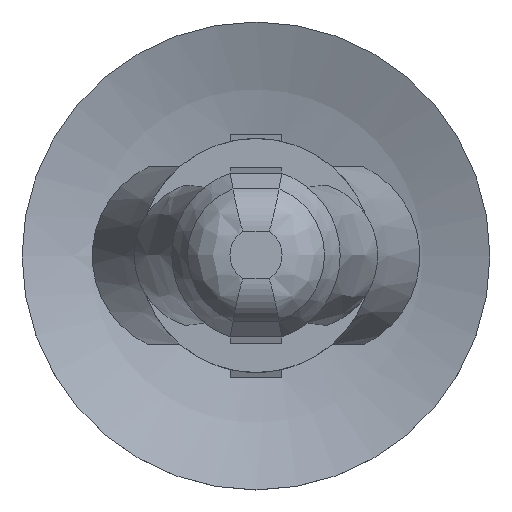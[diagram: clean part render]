
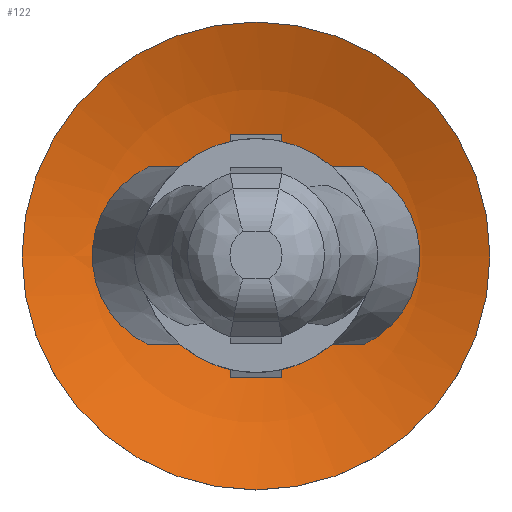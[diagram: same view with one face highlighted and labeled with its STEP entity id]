
A CAD part, top view. The second image highlights one B-rep face of the part: STEP entity #122.
In plain terms, the highlighted spherical face has radius 13 mm.
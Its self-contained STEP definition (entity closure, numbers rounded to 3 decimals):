
#122 = ADVANCED_FACE( '', ( #303, #304, #305, #306 ), #307, .F. );
#303 = FACE_OUTER_BOUND( '', #605, .T. );
#304 = FACE_OUTER_BOUND( '', #606, .T. );
#305 = FACE_BOUND( '', #607, .T. );
#306 = FACE_BOUND( '', #608, .T. );
#307 = SPHERICAL_SURFACE( '', #609, 13. );
#605 = EDGE_LOOP( '', ( #1110 ) );
#606 = EDGE_LOOP( '', ( #1111, #1112, #1113, #1114 ) );
#607 = EDGE_LOOP( '', ( #1115, #1116 ) );
#608 = EDGE_LOOP( '', ( #1117, #1118 ) );
#609 = AXIS2_PLACEMENT_3D( '', #1119, #1120, #1121 );
#1110 = ORIENTED_EDGE( '', *, *, #1744, .F. );
#1111 = ORIENTED_EDGE( '', *, *, #1745, .T. );
#1112 = ORIENTED_EDGE( '', *, *, #1746, .T. );
#1113 = ORIENTED_EDGE( '', *, *, #1747, .T. );
#1114 = ORIENTED_EDGE( '', *, *, #1748, .T. );
#1115 = ORIENTED_EDGE( '', *, *, #1749, .T. );
#1116 = ORIENTED_EDGE( '', *, *, #1750, .T. );
#1117 = ORIENTED_EDGE( '', *, *, #1751, .F. );
#1118 = ORIENTED_EDGE( '', *, *, #1752, .F. );
#1119 = CARTESIAN_POINT( '', ( 0., 0., 5.8 ) );
#1120 = DIRECTION( '', ( 0., 0., -1. ) );
#1121 = DIRECTION( '', ( -1., 0., 0. ) );
#1744 = EDGE_CURVE( '', #2059, #2059, #2060, .T. );
#1745 = EDGE_CURVE( '', #2061, #2062, #2063, .F. );
#1746 = EDGE_CURVE( '', #2062, #2064, #2065, .F. );
#1747 = EDGE_CURVE( '', #2064, #2066, #2067, .F. );
#1748 = EDGE_CURVE( '', #2066, #2061, #2068, .F. );
#1749 = EDGE_CURVE( '', #2069, #2070, #2071, .T. );
#1750 = EDGE_CURVE( '', #2070, #2069, #2072, .F. );
#1751 = EDGE_CURVE( '', #2073, #2074, #2075, .F. );
#1752 = EDGE_CURVE( '', #2074, #2073, #2076, .T. );
#2059 = VERTEX_POINT( '', #2573 );
#2060 = CIRCLE( '', #2574, 5. );
#2061 = VERTEX_POINT( '', #2575 );
#2062 = VERTEX_POINT( '', #2576 );
#2063 = CIRCLE( '', #2577, 12.988 );
#2064 = VERTEX_POINT( '', #2578 );
#2065 = CIRCLE( '', #2579, 12.737 );
#2066 = VERTEX_POINT( '', #2580 );
#2067 = CIRCLE( '', #2581, 12.988 );
#2068 = CIRCLE( '', #2582, 12.737 );
#2069 = VERTEX_POINT( '', #2583 );
#2070 = VERTEX_POINT( '', #2584 );
#2071 = B_SPLINE_CURVE_WITH_KNOTS( '', 3, ( #2585, #2586, #2587, #2588, #2589, #2590, #2591, #2592, #2593, #2594 ), .UNSPECIFIED., .F., .F., ( 4, 2, 2, 2, 4 ), ( 0., 0., 0.001, 0.001, 0.002 ), .UNSPECIFIED. );
#2072 = CIRCLE( '', #2595, 12.795 );
#2073 = VERTEX_POINT( '', #2596 );
#2074 = VERTEX_POINT( '', #2597 );
#2075 = CIRCLE( '', #2598, 12.795 );
#2076 = B_SPLINE_CURVE_WITH_KNOTS( '', 3, ( #2599, #2600, #2601, #2602, #2603, #2604, #2605, #2606, #2607, #2608 ), .UNSPECIFIED., .F., .F., ( 4, 2, 2, 2, 4 ), ( 0., 0., 0.001, 0.001, 0.002 ), .UNSPECIFIED. );
#2573 = CARTESIAN_POINT( '', ( -5., 0., -6.2 ) );
#2574 = AXIS2_PLACEMENT_3D( '', #3172, #3173, #3174 );
#2575 = CARTESIAN_POINT( '', ( 0.55, 2.6, -6.925 ) );
#2576 = CARTESIAN_POINT( '', ( 0.55, -2.6, -6.925 ) );
#2577 = AXIS2_PLACEMENT_3D( '', #3175, #3176, #3177 );
#2578 = CARTESIAN_POINT( '', ( -0.55, -2.6, -6.925 ) );
#2579 = AXIS2_PLACEMENT_3D( '', #3178, #3179, #3180 );
#2580 = CARTESIAN_POINT( '', ( -0.55, 2.6, -6.925 ) );
#2581 = AXIS2_PLACEMENT_3D( '', #3181, #3182, #3183 );
#2582 = AXIS2_PLACEMENT_3D( '', #3184, #3185, #3186 );
#2583 = CARTESIAN_POINT( '', ( -2.3, -0.75, -6.973 ) );
#2584 = CARTESIAN_POINT( '', ( -2.3, 0.75, -6.973 ) );
#2585 = CARTESIAN_POINT( '', ( -2.3, -0.75, -6.973 ) );
#2586 = CARTESIAN_POINT( '', ( -2.447, -0.689, -6.95 ) );
#2587 = CARTESIAN_POINT( '', ( -2.574, -0.584, -6.93 ) );
#2588 = CARTESIAN_POINT( '', ( -2.751, -0.32, -6.903 ) );
#2589 = CARTESIAN_POINT( '', ( -2.8, -0.159, -6.895 ) );
#2590 = CARTESIAN_POINT( '', ( -2.8, 0.159, -6.895 ) );
#2591 = CARTESIAN_POINT( '', ( -2.751, 0.32, -6.903 ) );
#2592 = CARTESIAN_POINT( '', ( -2.574, 0.584, -6.93 ) );
#2593 = CARTESIAN_POINT( '', ( -2.447, 0.689, -6.95 ) );
#2594 = CARTESIAN_POINT( '', ( -2.3, 0.75, -6.973 ) );
#2595 = AXIS2_PLACEMENT_3D( '', #3187, #3188, #3189 );
#2596 = CARTESIAN_POINT( '', ( 2.3, 0.75, -6.973 ) );
#2597 = CARTESIAN_POINT( '', ( 2.3, -0.75, -6.973 ) );
#2598 = AXIS2_PLACEMENT_3D( '', #3190, #3191, #3192 );
#2599 = CARTESIAN_POINT( '', ( 2.3, -0.75, -6.973 ) );
#2600 = CARTESIAN_POINT( '', ( 2.447, -0.689, -6.95 ) );
#2601 = CARTESIAN_POINT( '', ( 2.574, -0.584, -6.93 ) );
#2602 = CARTESIAN_POINT( '', ( 2.751, -0.32, -6.903 ) );
#2603 = CARTESIAN_POINT( '', ( 2.8, -0.159, -6.895 ) );
#2604 = CARTESIAN_POINT( '', ( 2.8, 0.159, -6.895 ) );
#2605 = CARTESIAN_POINT( '', ( 2.751, 0.32, -6.903 ) );
#2606 = CARTESIAN_POINT( '', ( 2.574, 0.584, -6.93 ) );
#2607 = CARTESIAN_POINT( '', ( 2.447, 0.689, -6.95 ) );
#2608 = CARTESIAN_POINT( '', ( 2.3, 0.75, -6.973 ) );
#3172 = CARTESIAN_POINT( '', ( 0., 0., -6.2 ) );
#3173 = DIRECTION( '', ( 0., 0., -1. ) );
#3174 = DIRECTION( '', ( -1., 0., 0. ) );
#3175 = CARTESIAN_POINT( '', ( 0.55, 0., 5.8 ) );
#3176 = DIRECTION( '', ( 1., 0., 0. ) );
#3177 = DIRECTION( '', ( 0., 0., -1. ) );
#3178 = CARTESIAN_POINT( '', ( 0., -2.6, 5.8 ) );
#3179 = DIRECTION( '', ( 0., -1., 0. ) );
#3180 = DIRECTION( '', ( 0., 0., -1. ) );
#3181 = CARTESIAN_POINT( '', ( -0.55, 0., 5.8 ) );
#3182 = DIRECTION( '', ( -1., 0., 0. ) );
#3183 = DIRECTION( '', ( 0., 0., 1. ) );
#3184 = CARTESIAN_POINT( '', ( 0., 2.6, 5.8 ) );
#3185 = DIRECTION( '', ( 0., 1., 0. ) );
#3186 = DIRECTION( '', ( 0., 0., 1. ) );
#3187 = CARTESIAN_POINT( '', ( -2.3, 0., 5.8 ) );
#3188 = DIRECTION( '', ( 1., 0., 0. ) );
#3189 = DIRECTION( '', ( 0., 1., 0. ) );
#3190 = CARTESIAN_POINT( '', ( 2.3, 0., 5.8 ) );
#3191 = DIRECTION( '', ( 1., 0., 0. ) );
#3192 = DIRECTION( '', ( 0., 1., 0. ) );
